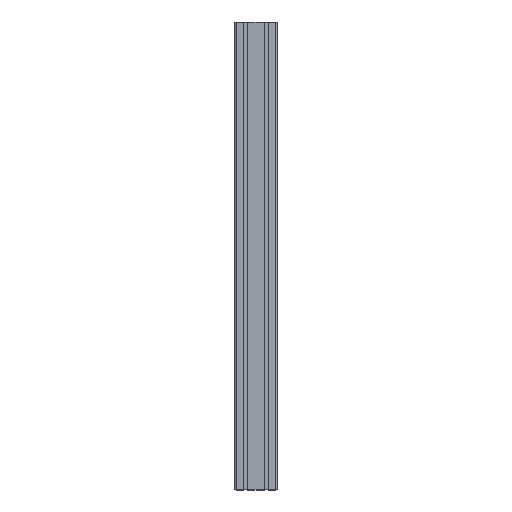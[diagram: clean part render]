
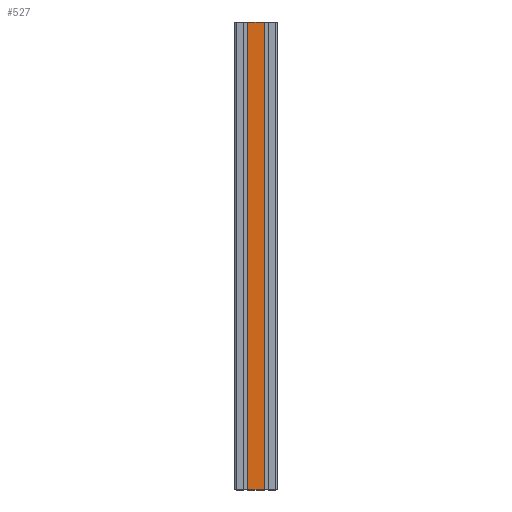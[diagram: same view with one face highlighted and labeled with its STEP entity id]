
A CAD part, top view. The second image highlights one B-rep face of the part: STEP entity #527.
In plain terms, the highlighted planar face has unit normal (0, 0, 1).
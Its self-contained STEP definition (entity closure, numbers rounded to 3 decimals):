
#527=ADVANCED_FACE('',(#1305),#1306,.T.);
#1305=FACE_OUTER_BOUND('',#2331,.T.);
#1306=PLANE('',#2332);
#2331=EDGE_LOOP('',(#4091,#4092,#4093,#4094));
#2332=AXIS2_PLACEMENT_3D('',#4095,#4096,#4097);
#4091=ORIENTED_EDGE('',*,*,#6910,.T.);
#4092=ORIENTED_EDGE('',*,*,#6761,.T.);
#4093=ORIENTED_EDGE('',*,*,#6916,.T.);
#4094=ORIENTED_EDGE('',*,*,#6961,.T.);
#4095=CARTESIAN_POINT('',(45.0,1000.0,90.0));
#4096=DIRECTION('',(0.0,0.0,1.0));
#4097=DIRECTION('',(-1.0,0.0,0.0));
#6761=EDGE_CURVE('',#8396,#8394,#8397,.T.);
#6910=EDGE_CURVE('',#8628,#8396,#8630,.T.);
#6916=EDGE_CURVE('',#8394,#8636,#8639,.T.);
#6961=EDGE_CURVE('',#8636,#8628,#8698,.T.);
#8394=VERTEX_POINT('',#10549);
#8396=VERTEX_POINT('',#10551);
#8397=LINE('',#10552,#10553);
#8628=VERTEX_POINT('',#10868);
#8630=LINE('',#10870,#10871);
#8636=VERTEX_POINT('',#10879);
#8639=LINE('',#10882,#10883);
#8698=LINE('',#10966,#10967);
#10549=CARTESIAN_POINT('',(26.9,1000.0,90.0));
#10551=CARTESIAN_POINT('',(63.1,1000.0,90.0));
#10552=CARTESIAN_POINT('',(87.5,1000.0,90.0));
#10553=VECTOR('',#12968,1.0);
#10868=CARTESIAN_POINT('',(63.1,0.0,90.0));
#10870=CARTESIAN_POINT('',(63.1,500.0,90.0));
#10871=VECTOR('',#13149,1.0);
#10879=CARTESIAN_POINT('',(26.9,0.0,90.0));
#10882=CARTESIAN_POINT('',(26.9,1000.0,90.0));
#10883=VECTOR('',#13155,1.0);
#10966=CARTESIAN_POINT('',(87.5,0.0,90.0));
#10967=VECTOR('',#13195,1.0);
#12968=DIRECTION('',(-1.0,0.0,0.0));
#13149=DIRECTION('',(0.0,1.0,0.0));
#13155=DIRECTION('',(0.0,-1.0,0.0));
#13195=DIRECTION('',(1.0,0.0,0.0));
